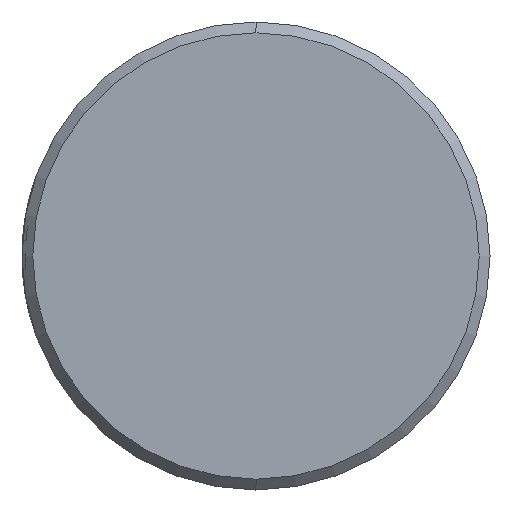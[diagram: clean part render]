
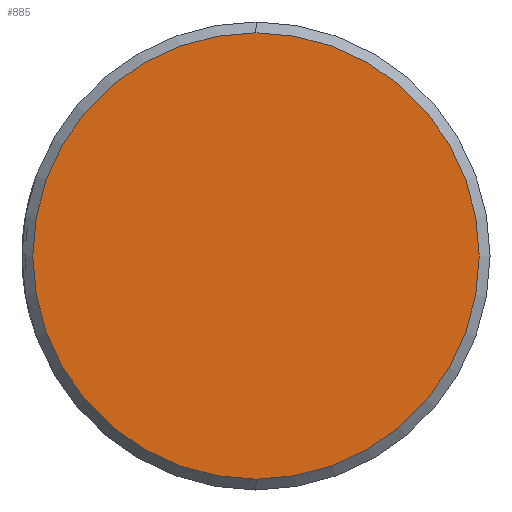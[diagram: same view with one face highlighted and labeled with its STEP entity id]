
A CAD part, left-side view. The second image highlights one B-rep face of the part: STEP entity #885.
In plain terms, the highlighted planar face has unit normal (-1, 0, 0).
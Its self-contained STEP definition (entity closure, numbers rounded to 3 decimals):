
#85 = AXIS2_PLACEMENT_3D ( 'NONE', #1169, #560, #1271 ) ;
#168 = VERTEX_POINT ( 'NONE', #323 ) ;
#224 = EDGE_LOOP ( 'NONE', ( #333, #439 ) ) ;
#244 = DIRECTION ( 'NONE',  ( -1., 0., 0. ) ) ;
#323 = CARTESIAN_POINT ( 'NONE',  ( -5., 0., 6.2 ) ) ;
#333 = ORIENTED_EDGE ( 'NONE', *, *, #427, .T. ) ;
#355 = EDGE_CURVE ( 'NONE', #168, #641, #1319, .T. ) ;
#374 = CIRCLE ( 'NONE', #85, 6.2 ) ;
#427 = EDGE_CURVE ( 'NONE', #641, #168, #374, .T. ) ;
#439 = ORIENTED_EDGE ( 'NONE', *, *, #355, .T. ) ;
#492 = DIRECTION ( 'NONE',  ( 0., 0., 1. ) ) ;
#560 = DIRECTION ( 'NONE',  ( -1., 0., 0. ) ) ;
#641 = VERTEX_POINT ( 'NONE', #1141 ) ;
#687 = PLANE ( 'NONE',  #1293 ) ;
#853 = CARTESIAN_POINT ( 'NONE',  ( -5., 0., 0. ) ) ;
#866 = FACE_OUTER_BOUND ( 'NONE', #224, .T. ) ;
#885 = ADVANCED_FACE ( 'NONE', ( #866 ), #687, .T. ) ;
#886 = CARTESIAN_POINT ( 'NONE',  ( -5., 0., 0. ) ) ;
#961 = DIRECTION ( 'NONE',  ( 0., 0., 1. ) ) ;
#1071 = AXIS2_PLACEMENT_3D ( 'NONE', #853, #244, #961 ) ;
#1096 = DIRECTION ( 'NONE',  ( -1., 0., 0. ) ) ;
#1141 = CARTESIAN_POINT ( 'NONE',  ( -5., 0., -6.2 ) ) ;
#1169 = CARTESIAN_POINT ( 'NONE',  ( -5., 0., 0. ) ) ;
#1271 = DIRECTION ( 'NONE',  ( 0., 0., 1. ) ) ;
#1293 = AXIS2_PLACEMENT_3D ( 'NONE', #886, #1096, #492 ) ;
#1319 = CIRCLE ( 'NONE', #1071, 6.2 ) ;
